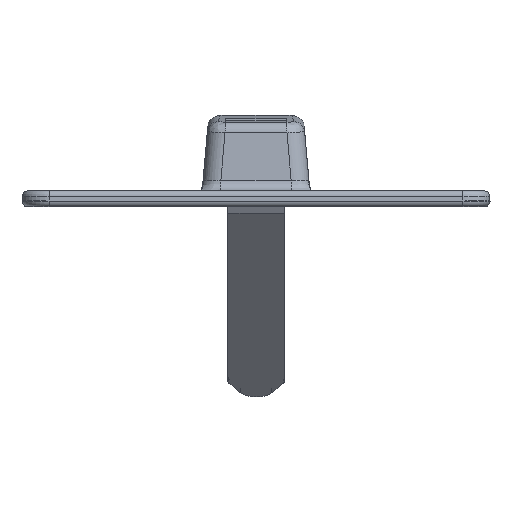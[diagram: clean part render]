
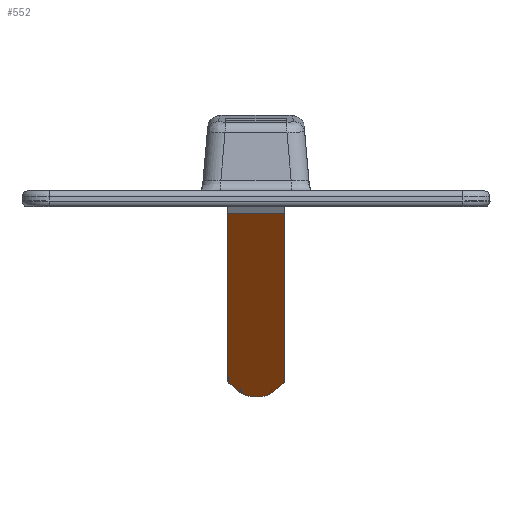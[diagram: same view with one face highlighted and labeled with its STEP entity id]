
A CAD part, front view. The second image highlights one B-rep face of the part: STEP entity #552.
In plain terms, the highlighted planar face has unit normal (0, -0.407, -0.913).
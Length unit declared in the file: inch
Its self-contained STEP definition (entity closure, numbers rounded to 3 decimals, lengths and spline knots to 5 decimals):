
#315=B_SPLINE_CURVE_WITH_KNOTS('',3,(#5936,#5937,#5938,#5939,#5940,#5941,
#5942,#5943,#5944,#5945),.UNSPECIFIED.,.F.,.F.,(4,3,3,4),(0.,0.26097,
0.52193,1.),.UNSPECIFIED.);
#316=B_SPLINE_CURVE_WITH_KNOTS('',3,(#5949,#5950,#5951,#5952,#5953,#5954,
#5955,#5956,#5957,#5958,#5959,#5960,#5961,#5962,#5963,#5964,#5965,#5966,
#5967,#5968,#5969,#5970),.UNSPECIFIED.,.F.,.F.,(4,3,3,3,3,3,3,4),(0.,0.14719,
0.29454,0.44055,0.59584,0.75622,
0.90935,1.),.UNSPECIFIED.);
#317=B_SPLINE_CURVE_WITH_KNOTS('',3,(#5974,#5975,#5976,#5977,#5978,#5979,
#5980,#5981,#5982,#5983),.UNSPECIFIED.,.F.,.F.,(4,3,3,4),(0.,0.26097,
0.52193,1.),.UNSPECIFIED.);
#552=ADVANCED_FACE('',(#836),#662,.T.);
#662=PLANE('',#3608);
#836=FACE_OUTER_BOUND('',#1041,.T.);
#1041=EDGE_LOOP('',(#1812,#1813,#1814,#1815,#1816,#1817,#1818,#1819));
#1812=ORIENTED_EDGE('',*,*,#2695,.F.);
#1813=ORIENTED_EDGE('',*,*,#2659,.T.);
#1814=ORIENTED_EDGE('',*,*,#2676,.T.);
#1815=ORIENTED_EDGE('',*,*,#2735,.T.);
#1816=ORIENTED_EDGE('',*,*,#2736,.T.);
#1817=ORIENTED_EDGE('',*,*,#2737,.T.);
#1818=ORIENTED_EDGE('',*,*,#2738,.T.);
#1819=ORIENTED_EDGE('',*,*,#2739,.T.);
#2227=VERTEX_POINT('',#5664);
#2232=VERTEX_POINT('',#5679);
#2260=VERTEX_POINT('',#5775);
#2271=VERTEX_POINT('',#5807);
#2313=VERTEX_POINT('',#5946);
#2314=VERTEX_POINT('',#5948);
#2315=VERTEX_POINT('',#5971);
#2316=VERTEX_POINT('',#5973);
#2659=EDGE_CURVE('',#2232,#2227,#2965,.T.);
#2676=EDGE_CURVE('',#2227,#2260,#2978,.T.);
#2695=EDGE_CURVE('',#2232,#2271,#2989,.T.);
#2735=EDGE_CURVE('',#2260,#2313,#315,.T.);
#2736=EDGE_CURVE('',#2313,#2314,#3026,.T.);
#2737=EDGE_CURVE('',#2314,#2315,#316,.T.);
#2738=EDGE_CURVE('',#2315,#2316,#3027,.T.);
#2739=EDGE_CURVE('',#2316,#2271,#317,.T.);
#2965=LINE('',#5736,#3234);
#2978=LINE('',#5776,#3247);
#2989=LINE('',#5817,#3258);
#3026=LINE('',#5947,#3295);
#3027=LINE('',#5972,#3296);
#3234=VECTOR('',#4285,1.);
#3247=VECTOR('',#4324,1.);
#3258=VECTOR('',#4359,1.);
#3295=VECTOR('',#4400,1.);
#3296=VECTOR('',#4401,1.);
#3608=AXIS2_PLACEMENT_3D('',#5984,#4402,#4403);
#4285=DIRECTION('',(-1.,0.,0.));
#4324=DIRECTION('',(0.,0.914,-0.407));
#4359=DIRECTION('',(0.,0.914,-0.407));
#4400=DIRECTION('',(0.438,0.821,-0.366));
#4401=DIRECTION('',(0.438,-0.821,0.366));
#4402=DIRECTION('',(0.,-0.407,-0.914));
#4403=DIRECTION('',(0.,0.914,-0.407));
#5664=CARTESIAN_POINT('',(0.046,3.25559,-0.02074));
#5679=CARTESIAN_POINT('',(0.144,3.25559,-0.02074));
#5736=CARTESIAN_POINT('',(0.144,3.25559,-0.02074));
#5775=CARTESIAN_POINT('',(0.046,3.91217,-0.31307));
#5776=CARTESIAN_POINT('',(0.046,4.00711,-0.35534));
#5807=CARTESIAN_POINT('',(0.144,3.91217,-0.31307));
#5817=CARTESIAN_POINT('',(0.144,4.00711,-0.35534));
#5936=CARTESIAN_POINT('',(0.046,3.91217,-0.31307));
#5937=CARTESIAN_POINT('',(0.046,3.91271,-0.31331));
#5938=CARTESIAN_POINT('',(0.04604,3.91325,-0.31355));
#5939=CARTESIAN_POINT('',(0.04611,3.91379,-0.31379));
#5940=CARTESIAN_POINT('',(0.04618,3.91433,-0.31403));
#5941=CARTESIAN_POINT('',(0.04628,3.91486,-0.31427));
#5942=CARTESIAN_POINT('',(0.04642,3.91539,-0.3145));
#5943=CARTESIAN_POINT('',(0.04667,3.91635,-0.31493));
#5944=CARTESIAN_POINT('',(0.04704,3.91729,-0.31535));
#5945=CARTESIAN_POINT('',(0.04752,3.91818,-0.31575));
#5946=CARTESIAN_POINT('',(0.04752,3.91818,-0.31575));
#5947=CARTESIAN_POINT('',(-0.25864,3.34474,-0.06043));
#5948=CARTESIAN_POINT('',(0.06804,3.95661,-0.33286));
#5949=CARTESIAN_POINT('',(0.06804,3.95661,-0.33286));
#5950=CARTESIAN_POINT('',(0.06946,3.95928,-0.33405));
#5951=CARTESIAN_POINT('',(0.0714,3.96178,-0.33516));
#5952=CARTESIAN_POINT('',(0.07371,3.96388,-0.33609));
#5953=CARTESIAN_POINT('',(0.07602,3.96598,-0.33703));
#5954=CARTESIAN_POINT('',(0.07877,3.96773,-0.33781));
#5955=CARTESIAN_POINT('',(0.08172,3.969,-0.33837));
#5956=CARTESIAN_POINT('',(0.08464,3.97027,-0.33894));
#5957=CARTESIAN_POINT('',(0.08783,3.9711,-0.33931));
#5958=CARTESIAN_POINT('',(0.09104,3.97147,-0.33947));
#5959=CARTESIAN_POINT('',(0.09445,3.97186,-0.33965));
#5960=CARTESIAN_POINT('',(0.09798,3.97174,-0.33959));
#5961=CARTESIAN_POINT('',(0.10134,3.97111,-0.33931));
#5962=CARTESIAN_POINT('',(0.10481,3.97046,-0.33902));
#5963=CARTESIAN_POINT('',(0.10822,3.96924,-0.33848));
#5964=CARTESIAN_POINT('',(0.11123,3.96753,-0.33772));
#5965=CARTESIAN_POINT('',(0.1141,3.9659,-0.33699));
#5966=CARTESIAN_POINT('',(0.11669,3.96377,-0.33604));
#5967=CARTESIAN_POINT('',(0.11876,3.96132,-0.33496));
#5968=CARTESIAN_POINT('',(0.12,3.95986,-0.3343));
#5969=CARTESIAN_POINT('',(0.12108,3.95827,-0.3336));
#5970=CARTESIAN_POINT('',(0.12196,3.95661,-0.33286));
#5971=CARTESIAN_POINT('',(0.12196,3.95661,-0.33286));
#5972=CARTESIAN_POINT('',(0.4298,3.38001,-0.07614));
#5973=CARTESIAN_POINT('',(0.14248,3.91818,-0.31575));
#5974=CARTESIAN_POINT('',(0.14248,3.91818,-0.31575));
#5975=CARTESIAN_POINT('',(0.14274,3.91769,-0.31553));
#5976=CARTESIAN_POINT('',(0.14297,3.91719,-0.31531));
#5977=CARTESIAN_POINT('',(0.14316,3.91668,-0.31508));
#5978=CARTESIAN_POINT('',(0.14336,3.91617,-0.31485));
#5979=CARTESIAN_POINT('',(0.14352,3.91564,-0.31462));
#5980=CARTESIAN_POINT('',(0.14365,3.91511,-0.31438));
#5981=CARTESIAN_POINT('',(0.14388,3.91415,-0.31395));
#5982=CARTESIAN_POINT('',(0.144,3.91316,-0.31351));
#5983=CARTESIAN_POINT('',(0.144,3.91217,-0.31307));
#5984=CARTESIAN_POINT('',(0.046,3.209,0.));
